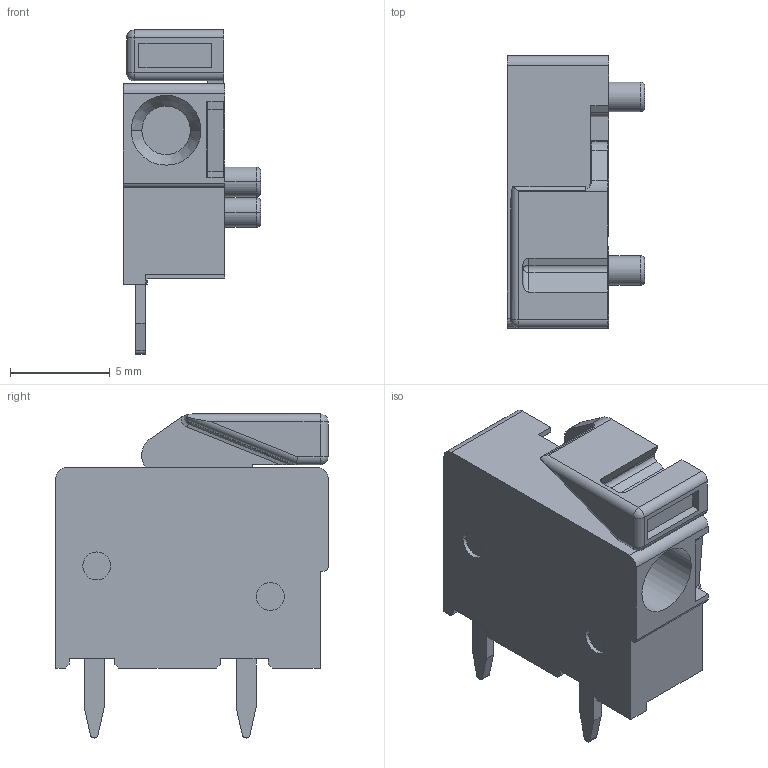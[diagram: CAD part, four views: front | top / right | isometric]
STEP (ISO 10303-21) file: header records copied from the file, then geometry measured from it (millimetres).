
FILE_DESCRIPTION(('STEP AP242'),'1');
FILE_NAME('1790335.stp','2024-04-14T20:39:30',('TraceParts'),('TraceParts S.A.'),'Spatial InterOp 3D',' ',' ');
FILE_SCHEMA(('AP242_MANAGED_MODEL_BASED_3D_ENGINEERING_MIM_LF {1 0 10303 442 1 1 4}'));
Length unit declared in the file: millimetre
Products named in the file (1): 1790335_1
Bounding box: 6.88 x 13.65 x 16.25 mm (x, y, z)
Volume: 618.1 mm3; surface area: 1214.4 mm2
Topology: 3 solids, 3 shells, 176 faces, 473 edges, 306 vertices
Faces by surface type: plane 116, cylinder 48, torus 4, sphere 4, cone 2, bspline 2
Entity records: 7307 total; most frequent: CARTESIAN_POINT 1400, ORIENTED_EDGE 938, DIRECTION 912, EDGE_CURVE 469, LINE 356, VECTOR 356, VERTEX_POINT 306, AXIS2_PLACEMENT_3D 278
